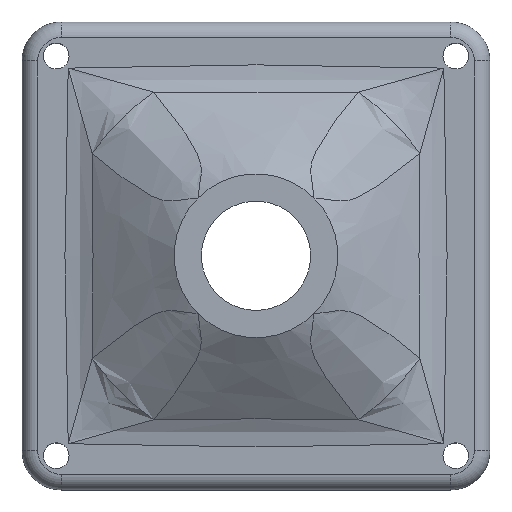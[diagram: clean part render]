
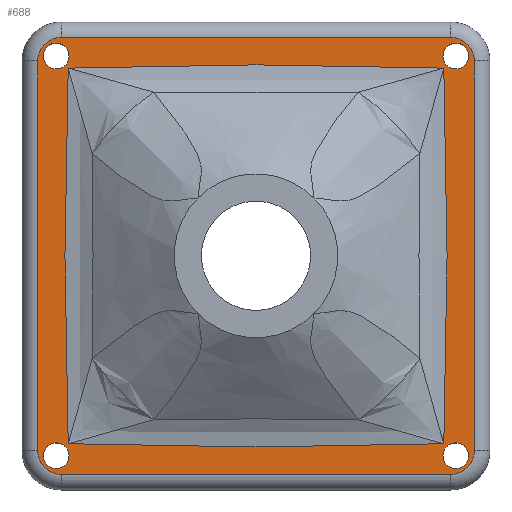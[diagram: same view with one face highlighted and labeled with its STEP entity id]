
A CAD part, top view. The second image highlights one B-rep face of the part: STEP entity #688.
In plain terms, the highlighted planar face has unit normal (0, 0, 1).
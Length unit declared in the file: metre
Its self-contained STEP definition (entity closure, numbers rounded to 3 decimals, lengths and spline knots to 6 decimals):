
#48=LINE('',#1629,#84);
#49=LINE('',#1634,#85);
#50=LINE('',#1638,#86);
#51=LINE('',#1642,#87);
#84=VECTOR('',#836,1.);
#85=VECTOR('',#839,1.);
#86=VECTOR('',#842,1.);
#87=VECTOR('',#845,1.);
#113=PLANE('',#748);
#135=B_SPLINE_CURVE_WITH_KNOTS('',3,(#1645,#1646,#1647,#1648,#1649),
 .UNSPECIFIED.,.F.,.F.,(4,1,4),(0.,0.024088,0.048176),
 .UNSPECIFIED.);
#136=B_SPLINE_CURVE_WITH_KNOTS('',3,(#1652,#1653,#1654,#1655,#1656),
 .UNSPECIFIED.,.F.,.F.,(4,1,4),(0.,0.024088,0.048176),
 .UNSPECIFIED.);
#137=B_SPLINE_CURVE_WITH_KNOTS('',3,(#1658,#1659,#1660,#1661,#1662),
 .UNSPECIFIED.,.F.,.F.,(4,1,4),(0.,0.024088,0.048176),
 .UNSPECIFIED.);
#138=B_SPLINE_CURVE_WITH_KNOTS('',3,(#1664,#1665,#1666,#1667,#1668),
 .UNSPECIFIED.,.F.,.F.,(4,1,4),(0.,0.024088,0.048176),
 .UNSPECIFIED.);
#187=ORIENTED_EDGE('',*,*,#375,.T.);
#188=ORIENTED_EDGE('',*,*,#376,.T.);
#189=ORIENTED_EDGE('',*,*,#377,.T.);
#190=ORIENTED_EDGE('',*,*,#378,.T.);
#191=ORIENTED_EDGE('',*,*,#379,.T.);
#192=ORIENTED_EDGE('',*,*,#380,.T.);
#193=ORIENTED_EDGE('',*,*,#381,.T.);
#194=ORIENTED_EDGE('',*,*,#382,.T.);
#195=ORIENTED_EDGE('',*,*,#383,.T.);
#196=ORIENTED_EDGE('',*,*,#384,.T.);
#197=ORIENTED_EDGE('',*,*,#385,.T.);
#198=ORIENTED_EDGE('',*,*,#386,.T.);
#199=ORIENTED_EDGE('',*,*,#387,.T.);
#200=ORIENTED_EDGE('',*,*,#388,.T.);
#201=ORIENTED_EDGE('',*,*,#389,.T.);
#202=ORIENTED_EDGE('',*,*,#390,.T.);
#375=EDGE_CURVE('',#467,#468,#48,.F.);
#376=EDGE_CURVE('',#468,#469,#515,.T.);
#377=EDGE_CURVE('',#469,#470,#49,.F.);
#378=EDGE_CURVE('',#470,#471,#516,.T.);
#379=EDGE_CURVE('',#471,#472,#50,.T.);
#380=EDGE_CURVE('',#472,#473,#517,.T.);
#381=EDGE_CURVE('',#473,#474,#51,.T.);
#382=EDGE_CURVE('',#474,#467,#518,.T.);
#383=EDGE_CURVE('',#475,#476,#135,.T.);
#384=EDGE_CURVE('',#476,#477,#136,.T.);
#385=EDGE_CURVE('',#477,#478,#137,.T.);
#386=EDGE_CURVE('',#478,#475,#138,.T.);
#387=EDGE_CURVE('',#479,#479,#519,.T.);
#388=EDGE_CURVE('',#480,#480,#520,.T.);
#389=EDGE_CURVE('',#481,#481,#521,.T.);
#390=EDGE_CURVE('',#482,#482,#522,.T.);
#467=VERTEX_POINT('',#1630);
#468=VERTEX_POINT('',#1631);
#469=VERTEX_POINT('',#1633);
#470=VERTEX_POINT('',#1635);
#471=VERTEX_POINT('',#1637);
#472=VERTEX_POINT('',#1639);
#473=VERTEX_POINT('',#1641);
#474=VERTEX_POINT('',#1643);
#475=VERTEX_POINT('',#1650);
#476=VERTEX_POINT('',#1651);
#477=VERTEX_POINT('',#1657);
#478=VERTEX_POINT('',#1663);
#479=VERTEX_POINT('',#1670);
#480=VERTEX_POINT('',#1672);
#481=VERTEX_POINT('',#1674);
#482=VERTEX_POINT('',#1676);
#515=CIRCLE('',#749,0.003);
#516=CIRCLE('',#750,0.003);
#517=CIRCLE('',#751,0.003);
#518=CIRCLE('',#752,0.003);
#519=CIRCLE('',#753,0.00165);
#520=CIRCLE('',#754,0.00165);
#521=CIRCLE('',#755,0.00165);
#522=CIRCLE('',#756,0.00165);
#557=EDGE_LOOP('',(#187,#188,#189,#190,#191,#192,#193,#194));
#558=EDGE_LOOP('',(#195,#196,#197,#198));
#559=EDGE_LOOP('',(#199));
#560=EDGE_LOOP('',(#200));
#561=EDGE_LOOP('',(#201));
#562=EDGE_LOOP('',(#202));
#619=FACE_BOUND('',#557,.T.);
#620=FACE_BOUND('',#558,.T.);
#621=FACE_BOUND('',#559,.T.);
#622=FACE_BOUND('',#560,.T.);
#623=FACE_BOUND('',#561,.T.);
#624=FACE_BOUND('',#562,.T.);
#688=ADVANCED_FACE('',(#619,#620,#621,#622,#623,#624),#113,.T.);
#748=AXIS2_PLACEMENT_3D('',#1628,#834,#835);
#749=AXIS2_PLACEMENT_3D('',#1632,#837,#838);
#750=AXIS2_PLACEMENT_3D('',#1636,#840,#841);
#751=AXIS2_PLACEMENT_3D('',#1640,#843,#844);
#752=AXIS2_PLACEMENT_3D('',#1644,#846,#847);
#753=AXIS2_PLACEMENT_3D('',#1669,#848,#849);
#754=AXIS2_PLACEMENT_3D('',#1671,#850,#851);
#755=AXIS2_PLACEMENT_3D('',#1673,#852,#853);
#756=AXIS2_PLACEMENT_3D('',#1675,#854,#855);
#834=DIRECTION('',(0.,0.,1.));
#835=DIRECTION('',(1.,0.,0.));
#836=DIRECTION('',(-1.,0.,0.));
#837=DIRECTION('',(0.,0.,1.));
#838=DIRECTION('',(1.,0.,0.));
#839=DIRECTION('',(0.,-1.,0.));
#840=DIRECTION('',(0.,0.,1.));
#841=DIRECTION('',(1.,0.,0.));
#842=DIRECTION('',(-1.,0.,0.));
#843=DIRECTION('',(0.,0.,1.));
#844=DIRECTION('',(1.,0.,0.));
#845=DIRECTION('',(0.,-1.,0.));
#846=DIRECTION('',(0.,0.,1.));
#847=DIRECTION('',(1.,0.,0.));
#848=DIRECTION('',(0.,0.,-1.));
#849=DIRECTION('',(-1.,0.,0.));
#850=DIRECTION('',(0.,0.,-1.));
#851=DIRECTION('',(-1.,0.,0.));
#852=DIRECTION('',(0.,0.,-1.));
#853=DIRECTION('',(-1.,0.,0.));
#854=DIRECTION('',(0.,0.,-1.));
#855=DIRECTION('',(-1.,0.,0.));
#1628=CARTESIAN_POINT('',(0.,0.,0.01));
#1629=CARTESIAN_POINT('',(0.,-0.028,0.01));
#1630=CARTESIAN_POINT('',(-0.025,-0.028,0.01));
#1631=CARTESIAN_POINT('',(0.025,-0.028,0.01));
#1632=CARTESIAN_POINT('',(0.025,-0.025,0.01));
#1633=CARTESIAN_POINT('',(0.028,-0.025,0.01));
#1634=CARTESIAN_POINT('',(0.028,0.,0.01));
#1635=CARTESIAN_POINT('',(0.028,0.025,0.01));
#1636=CARTESIAN_POINT('',(0.025,0.025,0.01));
#1637=CARTESIAN_POINT('',(0.025,0.028,0.01));
#1638=CARTESIAN_POINT('',(-0.025,0.028,0.01));
#1639=CARTESIAN_POINT('',(-0.025,0.028,0.01));
#1640=CARTESIAN_POINT('',(-0.025,0.025,0.01));
#1641=CARTESIAN_POINT('',(-0.028,0.025,0.01));
#1642=CARTESIAN_POINT('',(-0.028,-0.025,0.01));
#1643=CARTESIAN_POINT('',(-0.028,-0.025,0.01));
#1644=CARTESIAN_POINT('',(-0.025,-0.025,0.01));
#1645=CARTESIAN_POINT('',(-0.024084,-0.024084,0.01));
#1646=CARTESIAN_POINT('',(-0.024269,-0.016057,0.01));
#1647=CARTESIAN_POINT('',(-0.024731,-0.000001,0.01));
#1648=CARTESIAN_POINT('',(-0.024269,0.016056,0.01));
#1649=CARTESIAN_POINT('',(-0.024084,0.024084,0.01));
#1650=CARTESIAN_POINT('',(-0.024084,-0.024084,0.01));
#1651=CARTESIAN_POINT('',(-0.024084,0.024084,0.01));
#1652=CARTESIAN_POINT('',(-0.024084,0.024084,0.01));
#1653=CARTESIAN_POINT('',(-0.016057,0.024269,0.01));
#1654=CARTESIAN_POINT('',(-0.000001,0.024731,0.01));
#1655=CARTESIAN_POINT('',(0.016056,0.024269,0.01));
#1656=CARTESIAN_POINT('',(0.024084,0.024084,0.01));
#1657=CARTESIAN_POINT('',(0.024084,0.024084,0.01));
#1658=CARTESIAN_POINT('',(0.024084,0.024084,0.01));
#1659=CARTESIAN_POINT('',(0.024269,0.016057,0.01));
#1660=CARTESIAN_POINT('',(0.024731,0.000001,0.01));
#1661=CARTESIAN_POINT('',(0.024269,-0.016056,0.01));
#1662=CARTESIAN_POINT('',(0.024084,-0.024084,0.01));
#1663=CARTESIAN_POINT('',(0.024084,-0.024084,0.01));
#1664=CARTESIAN_POINT('',(0.024084,-0.024084,0.01));
#1665=CARTESIAN_POINT('',(0.016057,-0.024269,0.01));
#1666=CARTESIAN_POINT('',(0.000001,-0.024731,0.01));
#1667=CARTESIAN_POINT('',(-0.016056,-0.024269,0.01));
#1668=CARTESIAN_POINT('',(-0.024084,-0.024084,0.01));
#1669=CARTESIAN_POINT('',(0.025625,0.025625,0.01));
#1670=CARTESIAN_POINT('',(0.023975,0.025625,0.01));
#1671=CARTESIAN_POINT('',(-0.025625,0.025625,0.01));
#1672=CARTESIAN_POINT('',(-0.027275,0.025625,0.01));
#1673=CARTESIAN_POINT('',(-0.025625,-0.025625,0.01));
#1674=CARTESIAN_POINT('',(-0.027275,-0.025625,0.01));
#1675=CARTESIAN_POINT('',(0.025625,-0.025625,0.01));
#1676=CARTESIAN_POINT('',(0.023975,-0.025625,0.01));
